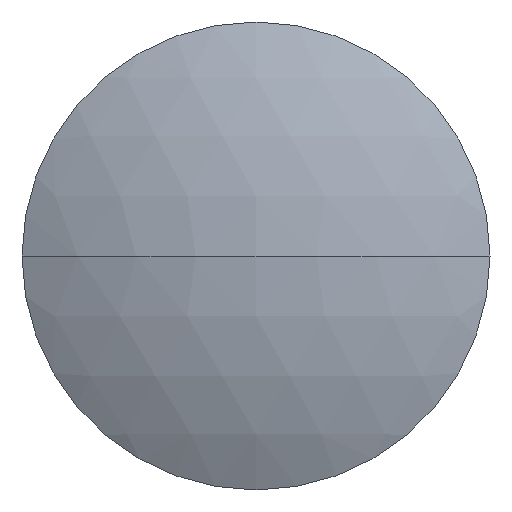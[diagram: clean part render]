
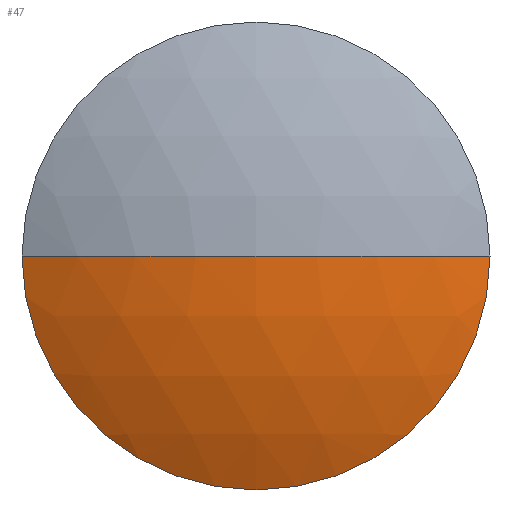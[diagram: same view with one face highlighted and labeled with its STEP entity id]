
A CAD part, left-side view. The second image highlights one B-rep face of the part: STEP entity #47.
In plain terms, the highlighted spherical face has radius 14.29 mm.
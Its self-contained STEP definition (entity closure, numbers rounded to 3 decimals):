
#34 = CIRCLE ( 'NONE', #84, 14.29 ) ;
#40 = DIRECTION ( 'NONE',  ( 1., 0., 0. ) ) ;
#47 = ADVANCED_FACE ( 'NONE', ( #430 ), #121, .T. ) ;
#84 = AXIS2_PLACEMENT_3D ( 'NONE', #287, #482, #40 ) ;
#92 = CARTESIAN_POINT ( 'NONE',  ( 12.29, 0., 0. ) ) ;
#108 = ORIENTED_EDGE ( 'NONE', *, *, #180, .F. ) ;
#121 = SPHERICAL_SURFACE ( 'NONE', #626, 14.29 ) ;
#132 = VERTEX_POINT ( 'NONE', #526 ) ;
#138 = CARTESIAN_POINT ( 'NONE',  ( -0.512, 0., 0. ) ) ;
#142 = DIRECTION ( 'NONE',  ( 0., -1., 0. ) ) ;
#180 = EDGE_CURVE ( 'NONE', #410, #132, #34, .T. ) ;
#236 = EDGE_CURVE ( 'NONE', #453, #132, #642, .T. ) ;
#244 = DIRECTION ( 'NONE',  ( 0., 0., -1. ) ) ;
#249 = EDGE_CURVE ( 'NONE', #410, #453, #613, .T. ) ;
#279 = DIRECTION ( 'NONE',  ( 0., 0., -1. ) ) ;
#282 = EDGE_LOOP ( 'NONE', ( #317, #468, #108 ) ) ;
#287 = CARTESIAN_POINT ( 'NONE',  ( 12.29, 0., 0. ) ) ;
#317 = ORIENTED_EDGE ( 'NONE', *, *, #249, .T. ) ;
#345 = DIRECTION ( 'NONE',  ( -1., 0., 0. ) ) ;
#380 = CARTESIAN_POINT ( 'NONE',  ( -0.512, -6.35, 0. ) ) ;
#397 = AXIS2_PLACEMENT_3D ( 'NONE', #92, #244, #446 ) ;
#410 = VERTEX_POINT ( 'NONE', #479 ) ;
#430 = FACE_OUTER_BOUND ( 'NONE', #282, .T. ) ;
#446 = DIRECTION ( 'NONE',  ( 0., 1., 0. ) ) ;
#453 = VERTEX_POINT ( 'NONE', #380 ) ;
#468 = ORIENTED_EDGE ( 'NONE', *, *, #236, .T. ) ;
#479 = CARTESIAN_POINT ( 'NONE',  ( -0.512, 6.35, 0. ) ) ;
#482 = DIRECTION ( 'NONE',  ( 0., 0., 1. ) ) ;
#514 = CARTESIAN_POINT ( 'NONE',  ( 12.29, 0., 0. ) ) ;
#522 = AXIS2_PLACEMENT_3D ( 'NONE', #138, #345, #142 ) ;
#526 = CARTESIAN_POINT ( 'NONE',  ( -2., 0., 0. ) ) ;
#566 = DIRECTION ( 'NONE',  ( 0., 1., 0. ) ) ;
#613 = CIRCLE ( 'NONE', #522, 6.35 ) ;
#626 = AXIS2_PLACEMENT_3D ( 'NONE', #514, #279, #566 ) ;
#642 = CIRCLE ( 'NONE', #397, 14.29 ) ;
